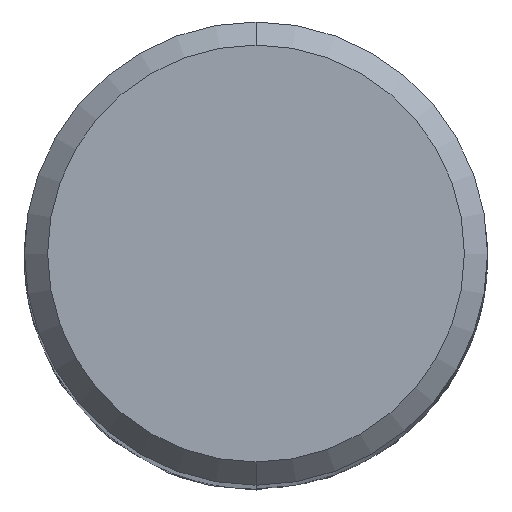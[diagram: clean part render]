
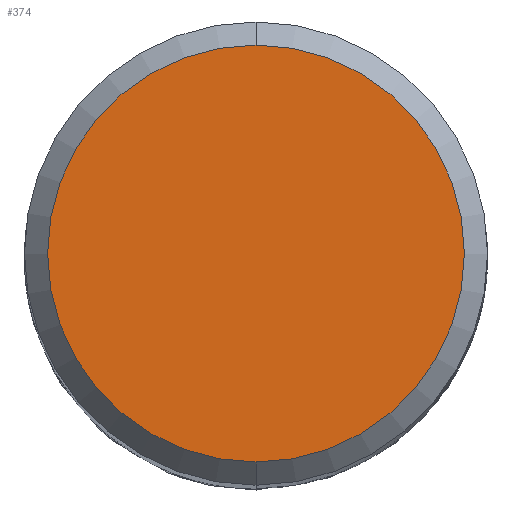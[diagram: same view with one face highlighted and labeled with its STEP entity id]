
A CAD part, top view. The second image highlights one B-rep face of the part: STEP entity #374.
In plain terms, the highlighted planar face has unit normal (0, 0, 1).
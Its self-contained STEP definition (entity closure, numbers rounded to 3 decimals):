
#346=VERTEX_POINT('',#657);
#374=ADVANCED_FACE('',(#690),#691,.T.);
#390=EDGE_CURVE('',#436,#346,#708,.T.);
#436=VERTEX_POINT('',#756);
#440=EDGE_CURVE('',#346,#436,#760,.T.);
#657=CARTESIAN_POINT('',(0.0,4.5,0.0));
#690=FACE_OUTER_BOUND('',#2580,.T.);
#691=PLANE('',#2581);
#708=CIRCLE('',#2614,4.5);
#756=CARTESIAN_POINT('',(0.,-4.5,0.0));
#760=CIRCLE('',#2814,4.5);
#2580=EDGE_LOOP('',(#3094,#3095));
#2581=AXIS2_PLACEMENT_3D('',#3096,#3097,#3098);
#2614=AXIS2_PLACEMENT_3D('',#3112,#3113,#3114);
#2814=AXIS2_PLACEMENT_3D('',#3152,#3153,#3154);
#3094=ORIENTED_EDGE('',*,*,#440,.F.);
#3095=ORIENTED_EDGE('',*,*,#390,.F.);
#3096=CARTESIAN_POINT('',(0.0,2.25,0.0));
#3097=DIRECTION('',(-0.0,0.0,1.0));
#3098=DIRECTION('',(0.0,-1.0,0.0));
#3112=CARTESIAN_POINT('',(0.0,0.0,0.0));
#3113=DIRECTION('',(0.0,0.0,-1.0));
#3114=DIRECTION('',(0.0,1.0,0.0));
#3152=CARTESIAN_POINT('',(0.0,0.0,0.0));
#3153=DIRECTION('',(0.0,0.0,-1.0));
#3154=DIRECTION('',(0.0,1.0,0.0));
